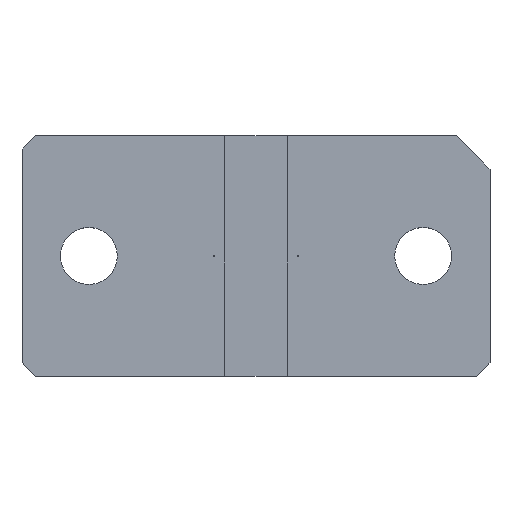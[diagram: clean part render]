
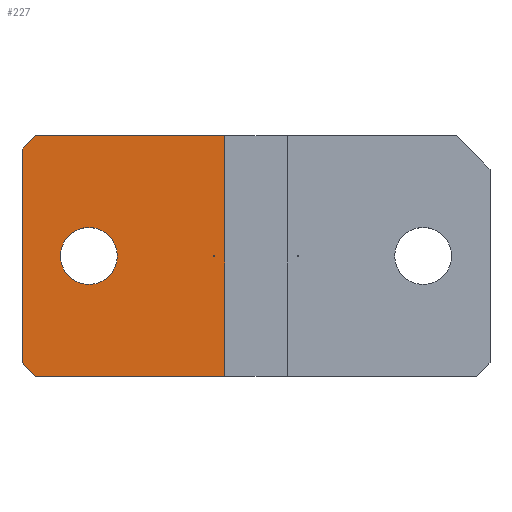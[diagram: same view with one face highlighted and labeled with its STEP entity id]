
A CAD part, top view. The second image highlights one B-rep face of the part: STEP entity #227.
In plain terms, the highlighted planar face has unit normal (0, 0, 1).
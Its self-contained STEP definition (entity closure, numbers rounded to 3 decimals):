
#16=CARTESIAN_POINT('',(-25.,0.,3.));
#17=DIRECTION('',(0.,0.,1.));
#18=DIRECTION('',(1.,0.,0.));
#19=AXIS2_PLACEMENT_3D('',#16,#17,#18);
#21=CARTESIAN_POINT('',(-25.,0.,3.));
#22=DIRECTION('',(0.,0.,1.));
#23=DIRECTION('',(-1.,0.,0.));
#24=AXIS2_PLACEMENT_3D('',#21,#22,#23);
#26=CARTESIAN_POINT('',(-6.285,0.,3.));
#27=DIRECTION('',(0.,0.,1.));
#28=DIRECTION('',(1.,0.,0.));
#29=AXIS2_PLACEMENT_3D('',#26,#27,#28);
#31=CARTESIAN_POINT('',(-6.285,0.,3.));
#32=DIRECTION('',(0.,0.,1.));
#33=DIRECTION('',(-1.,0.,0.));
#34=AXIS2_PLACEMENT_3D('',#31,#32,#33);
#36=DIRECTION('',(-0.707,-0.707,0.));
#37=VECTOR('',#36,2.828);
#38=CARTESIAN_POINT('',(-33.,18.,3.));
#39=LINE('',#38,#37);
#40=DIRECTION('',(-1.,0.,0.));
#41=VECTOR('',#40,28.3);
#42=CARTESIAN_POINT('',(-4.7,18.,3.));
#43=LINE('',#42,#41);
#44=DIRECTION('',(0.,1.,0.));
#45=VECTOR('',#44,36.);
#46=CARTESIAN_POINT('',(-4.7,-18.,3.));
#47=LINE('',#46,#45);
#48=DIRECTION('',(1.,0.,0.));
#49=VECTOR('',#48,28.3);
#50=CARTESIAN_POINT('',(-33.,-18.,3.));
#51=LINE('',#50,#49);
#52=DIRECTION('',(0.707,-0.707,0.));
#53=VECTOR('',#52,2.828);
#54=CARTESIAN_POINT('',(-35.,-16.,3.));
#55=LINE('',#54,#53);
#56=DIRECTION('',(0.,-1.,0.));
#57=VECTOR('',#56,32.);
#58=CARTESIAN_POINT('',(-35.,16.,3.));
#59=LINE('',#58,#57);
#134=CARTESIAN_POINT('',(-4.7,-18.,3.));
#135=CARTESIAN_POINT('',(-4.7,18.,3.));
#136=VERTEX_POINT('',#134);
#137=VERTEX_POINT('',#135);
#142=CARTESIAN_POINT('',(-20.75,0.,3.));
#143=CARTESIAN_POINT('',(-29.25,0.,3.));
#144=VERTEX_POINT('',#142);
#145=VERTEX_POINT('',#143);
#150=CARTESIAN_POINT('',(-6.235,0.,3.));
#151=CARTESIAN_POINT('',(-6.335,0.,3.));
#152=VERTEX_POINT('',#150);
#153=VERTEX_POINT('',#151);
#158=CARTESIAN_POINT('',(-35.,-16.,3.));
#159=VERTEX_POINT('',#158);
#160=CARTESIAN_POINT('',(-33.,-18.,3.));
#161=VERTEX_POINT('',#160);
#166=CARTESIAN_POINT('',(-33.,18.,3.));
#167=VERTEX_POINT('',#166);
#168=CARTESIAN_POINT('',(-35.,16.,3.));
#169=VERTEX_POINT('',#168);
#197=CARTESIAN_POINT('',(0.,0.,3.));
#198=DIRECTION('',(0.,0.,1.));
#199=DIRECTION('',(1.,0.,0.));
#200=AXIS2_PLACEMENT_3D('',#197,#198,#199);
#201=PLANE('',#200);
#203=ORIENTED_EDGE('',*,*,#202,.F.);
#205=ORIENTED_EDGE('',*,*,#204,.F.);
#207=ORIENTED_EDGE('',*,*,#206,.F.);
#209=ORIENTED_EDGE('',*,*,#208,.F.);
#211=ORIENTED_EDGE('',*,*,#210,.F.);
#213=ORIENTED_EDGE('',*,*,#212,.F.);
#214=EDGE_LOOP('',(#203,#205,#207,#209,#211,#213));
#215=FACE_OUTER_BOUND('',#214,.F.);
#216=ORIENTED_EDGE('',*,*,#187,.T.);
#218=ORIENTED_EDGE('',*,*,#217,.T.);
#219=EDGE_LOOP('',(#216,#218));
#220=FACE_BOUND('',#219,.F.);
#222=ORIENTED_EDGE('',*,*,#221,.T.);
#224=ORIENTED_EDGE('',*,*,#223,.T.);
#225=EDGE_LOOP('',(#222,#224));
#226=FACE_BOUND('',#225,.F.);
#227=ADVANCED_FACE('',(#215,#220,#226),#201,.T.);
#20=CIRCLE('',#19,4.25);
#25=CIRCLE('',#24,4.25);
#30=CIRCLE('',#29,0.05);
#35=CIRCLE('',#34,0.05);
#187=EDGE_CURVE('',#152,#153,#30,.T.);
#202=EDGE_CURVE('',#167,#169,#39,.T.);
#204=EDGE_CURVE('',#137,#167,#43,.T.);
#206=EDGE_CURVE('',#136,#137,#47,.T.);
#208=EDGE_CURVE('',#161,#136,#51,.T.);
#210=EDGE_CURVE('',#159,#161,#55,.T.);
#212=EDGE_CURVE('',#169,#159,#59,.T.);
#217=EDGE_CURVE('',#153,#152,#35,.T.);
#221=EDGE_CURVE('',#144,#145,#20,.T.);
#223=EDGE_CURVE('',#145,#144,#25,.T.);
